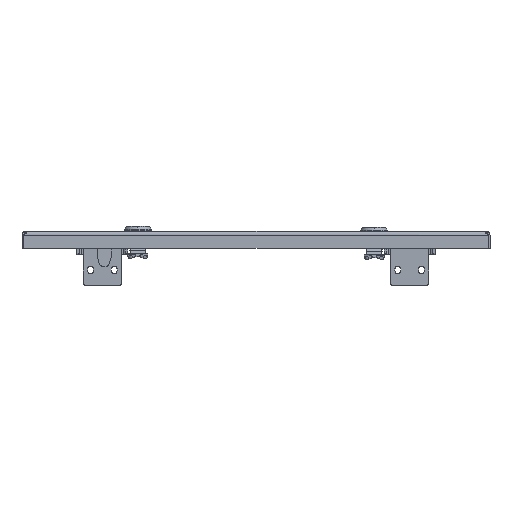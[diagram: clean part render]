
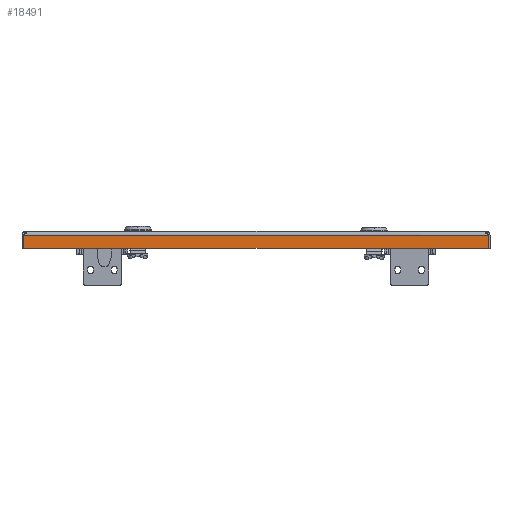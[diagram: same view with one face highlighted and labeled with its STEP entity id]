
A CAD part, left-side view. The second image highlights one B-rep face of the part: STEP entity #18491.
In plain terms, the highlighted planar face has unit normal (-1, 0, 0).
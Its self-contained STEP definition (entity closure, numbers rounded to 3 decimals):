
#804 = VERTEX_POINT ( 'NONE', #44669 ) ;
#1206 = CARTESIAN_POINT ( 'NONE',  ( -294.5, -247.5, -4. ) ) ;
#2435 = EDGE_CURVE ( 'NONE', #804, #47751, #17409, .T. ) ;
#2979 = ORIENTED_EDGE ( 'NONE', *, *, #12647, .T. ) ;
#6309 = CARTESIAN_POINT ( 'NONE',  ( -294.5, 245.429, -18. ) ) ;
#12643 = DIRECTION ( 'NONE',  ( 1., 0., 0. ) ) ;
#12647 = EDGE_CURVE ( 'NONE', #804, #60774, #40199, .T. ) ;
#13167 = VECTOR ( 'NONE', #41074, 1000. ) ;
#13319 = ORIENTED_EDGE ( 'NONE', *, *, #2435, .F. ) ;
#17409 = LINE ( 'NONE', #1206, #35092 ) ;
#18491 = ADVANCED_FACE ( 'NONE', ( #56325 ), #29554, .F. ) ;
#22010 = DIRECTION ( 'NONE',  ( 0., -1., 0. ) ) ;
#23152 = VECTOR ( 'NONE', #47374, 1000. ) ;
#23893 = VECTOR ( 'NONE', #61702, 1000. ) ;
#24156 = CARTESIAN_POINT ( 'NONE',  ( -294.5, -245.429, -18. ) ) ;
#25881 = CARTESIAN_POINT ( 'NONE',  ( -294.5, -247.5, -18. ) ) ;
#29554 = PLANE ( 'NONE',  #67134 ) ;
#30215 = CARTESIAN_POINT ( 'NONE',  ( -294.5, -245.429, -4. ) ) ;
#30511 = EDGE_CURVE ( 'NONE', #47751, #42285, #36144, .T. ) ;
#35092 = VECTOR ( 'NONE', #22010, 1000. ) ;
#36144 = LINE ( 'NONE', #46379, #13167 ) ;
#40199 = LINE ( 'NONE', #40539, #23893 ) ;
#40539 = CARTESIAN_POINT ( 'NONE',  ( -294.5, 245.429, 0. ) ) ;
#41074 = DIRECTION ( 'NONE',  ( 0., 0., -1. ) ) ;
#42032 = ORIENTED_EDGE ( 'NONE', *, *, #60375, .F. ) ;
#42285 = VERTEX_POINT ( 'NONE', #24156 ) ;
#44669 = CARTESIAN_POINT ( 'NONE',  ( -294.5, 245.429, -4. ) ) ;
#46379 = CARTESIAN_POINT ( 'NONE',  ( -294.5, -245.429, -2. ) ) ;
#47374 = DIRECTION ( 'NONE',  ( 0., 1., 0. ) ) ;
#47751 = VERTEX_POINT ( 'NONE', #30215 ) ;
#51044 = CARTESIAN_POINT ( 'NONE',  ( -294.5, 0., 0. ) ) ;
#54386 = LINE ( 'NONE', #25881, #23152 ) ;
#55985 = DIRECTION ( 'NONE',  ( 0., 0., -1. ) ) ;
#56252 = EDGE_LOOP ( 'NONE', ( #13319, #2979, #42032, #58470 ) ) ;
#56325 = FACE_OUTER_BOUND ( 'NONE', #56252, .T. ) ;
#58470 = ORIENTED_EDGE ( 'NONE', *, *, #30511, .F. ) ;
#60375 = EDGE_CURVE ( 'NONE', #42285, #60774, #54386, .T. ) ;
#60774 = VERTEX_POINT ( 'NONE', #6309 ) ;
#61702 = DIRECTION ( 'NONE',  ( 0., 0., -1. ) ) ;
#67134 = AXIS2_PLACEMENT_3D ( 'NONE', #51044, #12643, #55985 ) ;
